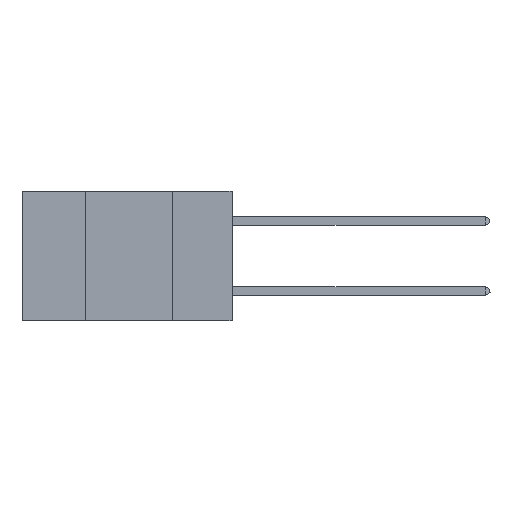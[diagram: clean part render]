
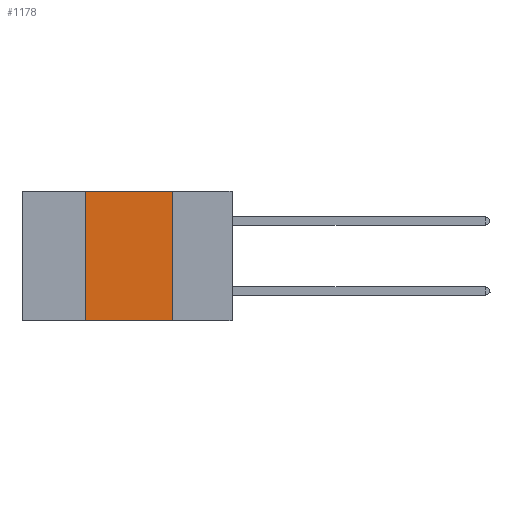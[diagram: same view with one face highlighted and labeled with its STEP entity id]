
A CAD part, left-side view. The second image highlights one B-rep face of the part: STEP entity #1178.
In plain terms, the highlighted planar face has unit normal (-1, 0, 0).
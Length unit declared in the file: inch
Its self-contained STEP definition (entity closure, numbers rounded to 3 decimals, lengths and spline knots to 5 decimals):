
#911 = CARTESIAN_POINT ( 'NONE',  ( 0., 0.17, 0. ) ) ;
#1178 = ADVANCED_FACE ( 'NONE', ( #2954 ), #37899, .F. ) ;
#2954 = FACE_OUTER_BOUND ( 'NONE', #14957, .T. ) ;
#3034 = ORIENTED_EDGE ( 'NONE', *, *, #28538, .T. ) ;
#3326 = DIRECTION ( 'NONE',  ( 0., -1., 0. ) ) ;
#4401 = EDGE_CURVE ( 'NONE', #41248, #10974, #40589, .T. ) ;
#4689 = VECTOR ( 'NONE', #3326, 39.37008 ) ;
#5861 = EDGE_CURVE ( 'NONE', #15489, #41248, #36939, .T. ) ;
#8801 = DIRECTION ( 'NONE',  ( 1., 0., 0. ) ) ;
#10974 = VERTEX_POINT ( 'NONE', #11489 ) ;
#11489 = CARTESIAN_POINT ( 'NONE',  ( 0., 0.17, -0.37 ) ) ;
#12666 = VERTEX_POINT ( 'NONE', #26390 ) ;
#13581 = VECTOR ( 'NONE', #38200, 39.37008 ) ;
#13852 = LINE ( 'NONE', #22913, #4689 ) ;
#14637 = DIRECTION ( 'NONE',  ( 0., 0., -1. ) ) ;
#14957 = EDGE_LOOP ( 'NONE', ( #16707, #35107, #39132, #3034 ) ) ;
#15489 = VERTEX_POINT ( 'NONE', #31603 ) ;
#16707 = ORIENTED_EDGE ( 'NONE', *, *, #4401, .F. ) ;
#21176 = LINE ( 'NONE', #29130, #38984 ) ;
#21732 = DIRECTION ( 'NONE',  ( 0., 0., -1. ) ) ;
#22320 = DIRECTION ( 'NONE',  ( 0., 0., 1. ) ) ;
#22865 = VECTOR ( 'NONE', #14637, 39.37008 ) ;
#22913 = CARTESIAN_POINT ( 'NONE',  ( 0., 0.6, -0.37 ) ) ;
#24437 = EDGE_CURVE ( 'NONE', #12666, #15489, #21176, .T. ) ;
#24755 = CARTESIAN_POINT ( 'NONE',  ( 0., 0.17, 0. ) ) ;
#26390 = CARTESIAN_POINT ( 'NONE',  ( 0., 0.42, -0.37 ) ) ;
#28538 = EDGE_CURVE ( 'NONE', #12666, #10974, #13852, .T. ) ;
#29130 = CARTESIAN_POINT ( 'NONE',  ( 0., 0.42, 0. ) ) ;
#31603 = CARTESIAN_POINT ( 'NONE',  ( 0., 0.42, 0. ) ) ;
#34474 = AXIS2_PLACEMENT_3D ( 'NONE', #38462, #8801, #21732 ) ;
#34642 = CARTESIAN_POINT ( 'NONE',  ( 0., 0.6, 0. ) ) ;
#35107 = ORIENTED_EDGE ( 'NONE', *, *, #5861, .F. ) ;
#36939 = LINE ( 'NONE', #34642, #13581 ) ;
#37899 = PLANE ( 'NONE',  #34474 ) ;
#38200 = DIRECTION ( 'NONE',  ( 0., -1., 0. ) ) ;
#38462 = CARTESIAN_POINT ( 'NONE',  ( 0., 0.6, 0. ) ) ;
#38984 = VECTOR ( 'NONE', #22320, 39.37008 ) ;
#39132 = ORIENTED_EDGE ( 'NONE', *, *, #24437, .F. ) ;
#40589 = LINE ( 'NONE', #911, #22865 ) ;
#41248 = VERTEX_POINT ( 'NONE', #24755 ) ;
